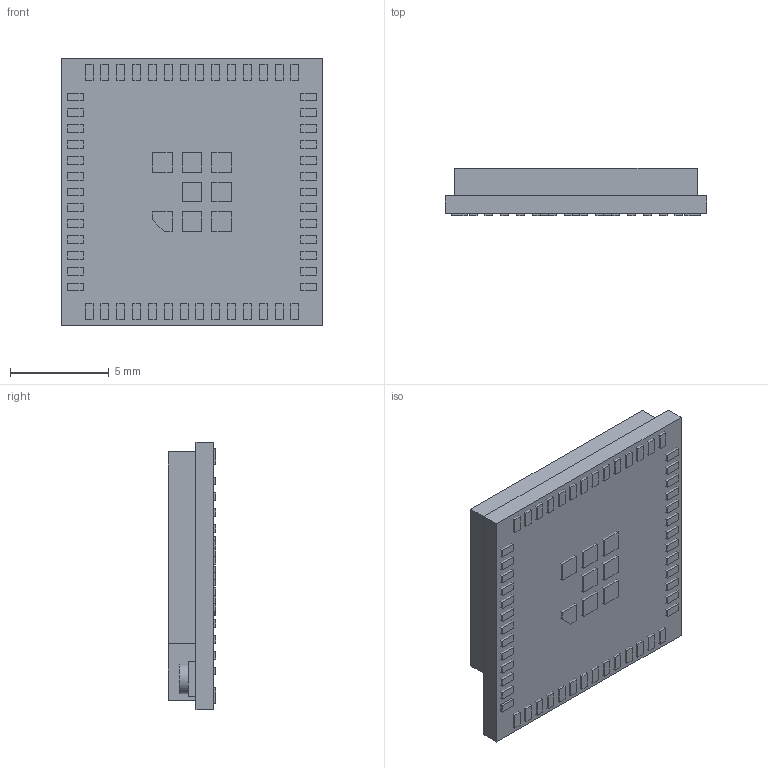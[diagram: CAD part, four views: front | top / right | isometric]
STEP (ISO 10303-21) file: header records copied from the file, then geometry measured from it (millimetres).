
FILE_DESCRIPTION (( 'STEP AP214' ), '1' );
FILE_NAME ('ESP32-MINI-1U-N4.STEP', '2024-06-05T16:19:00', ( '' ), ( '' ), 'SwSTEP 2.0', 'SolidWorks 2022', '' );
FILE_SCHEMA (( 'AUTOMOTIVE_DESIGN' ));
Length unit declared in the file: millimetre
Products named in the file (1): ESP32-MINI-1U-N4
Bounding box: 13.2 x 2.4 x 13.5 mm (x, y, z)
Volume: 370.3 mm3; surface area: 571.2 mm2
Topology: 65 solids, 65 shells, 401 faces, 807 edges, 538 vertices
Faces by surface type: plane 399, cylinder 2
Entity records: 10925 total; most frequent: CARTESIAN_POINT 1747, DIRECTION 1615, ORIENTED_EDGE 1614, EDGE_CURVE 807, LINE 803, VECTOR 803, VERTEX_POINT 538, AXIS2_PLACEMENT_3D 406
